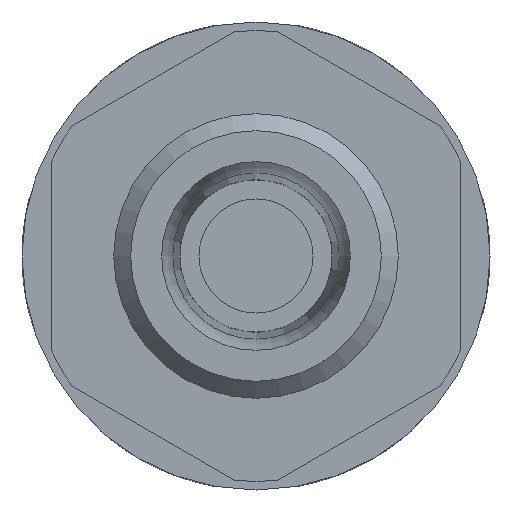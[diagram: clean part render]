
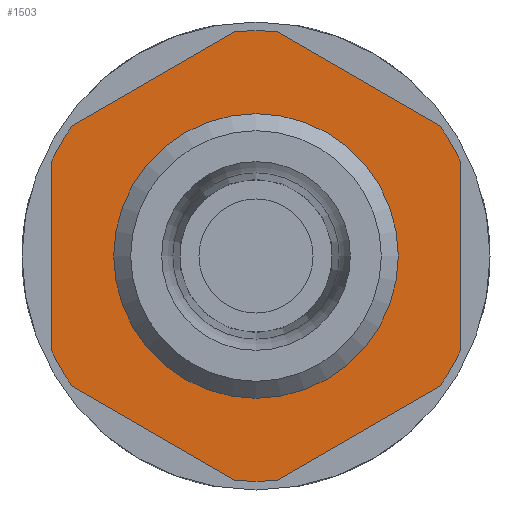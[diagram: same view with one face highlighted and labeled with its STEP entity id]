
A CAD part, front view. The second image highlights one B-rep face of the part: STEP entity #1503.
In plain terms, the highlighted planar face has unit normal (0, -1, 0).
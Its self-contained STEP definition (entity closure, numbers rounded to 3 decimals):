
#21=PLANE('',#1597);
#76=LINE('',#2313,#154);
#77=LINE('',#2315,#155);
#78=LINE('',#2316,#156);
#79=LINE('',#2317,#157);
#80=LINE('',#2318,#158);
#81=LINE('',#2319,#159);
#154=VECTOR('',#1759,1000.);
#155=VECTOR('',#1760,1000.);
#156=VECTOR('',#1761,1000.);
#157=VECTOR('',#1762,1000.);
#158=VECTOR('',#1763,1000.);
#159=VECTOR('',#1764,1000.);
#357=ORIENTED_EDGE('',*,*,#640,.F.);
#358=ORIENTED_EDGE('',*,*,#629,.T.);
#359=ORIENTED_EDGE('',*,*,#641,.F.);
#360=ORIENTED_EDGE('',*,*,#633,.T.);
#361=ORIENTED_EDGE('',*,*,#642,.F.);
#362=ORIENTED_EDGE('',*,*,#615,.T.);
#363=ORIENTED_EDGE('',*,*,#643,.F.);
#364=ORIENTED_EDGE('',*,*,#621,.T.);
#365=ORIENTED_EDGE('',*,*,#644,.F.);
#366=ORIENTED_EDGE('',*,*,#625,.T.);
#367=ORIENTED_EDGE('',*,*,#645,.F.);
#368=ORIENTED_EDGE('',*,*,#646,.T.);
#369=ORIENTED_EDGE('',*,*,#639,.F.);
#615=EDGE_CURVE('',#761,#759,#814,.T.);
#621=EDGE_CURVE('',#764,#766,#817,.T.);
#625=EDGE_CURVE('',#768,#770,#819,.T.);
#629=EDGE_CURVE('',#772,#774,#821,.T.);
#633=EDGE_CURVE('',#776,#778,#823,.T.);
#639=EDGE_CURVE('',#784,#784,#829,.T.);
#640=EDGE_CURVE('',#772,#785,#76,.T.);
#641=EDGE_CURVE('',#776,#774,#77,.T.);
#642=EDGE_CURVE('',#761,#778,#78,.T.);
#643=EDGE_CURVE('',#764,#759,#79,.T.);
#644=EDGE_CURVE('',#768,#766,#80,.T.);
#645=EDGE_CURVE('',#786,#770,#81,.T.);
#646=EDGE_CURVE('',#786,#785,#830,.T.);
#759=VERTEX_POINT('',#2251);
#761=VERTEX_POINT('',#2254);
#764=VERTEX_POINT('',#2261);
#766=VERTEX_POINT('',#2265);
#768=VERTEX_POINT('',#2270);
#770=VERTEX_POINT('',#2274);
#772=VERTEX_POINT('',#2279);
#774=VERTEX_POINT('',#2283);
#776=VERTEX_POINT('',#2288);
#778=VERTEX_POINT('',#2292);
#784=VERTEX_POINT('',#2311);
#785=VERTEX_POINT('',#2314);
#786=VERTEX_POINT('',#2320);
#814=CIRCLE('',#1571,7.7);
#817=CIRCLE('',#1575,7.7);
#819=CIRCLE('',#1578,7.7);
#821=CIRCLE('',#1581,7.7);
#823=CIRCLE('',#1584,7.7);
#829=CIRCLE('',#1596,4.864);
#830=CIRCLE('',#1598,7.7);
#875=EDGE_LOOP('',(#357,#358,#359,#360,#361,#362,#363,#364,#365,#366,#367,
#368));
#876=EDGE_LOOP('',(#369));
#971=FACE_BOUND('',#875,.T.);
#972=FACE_BOUND('',#876,.T.);
#1503=ADVANCED_FACE('',(#971,#972),#21,.T.);
#1571=AXIS2_PLACEMENT_3D('',#2253,#1696,#1697);
#1575=AXIS2_PLACEMENT_3D('',#2266,#1707,#1708);
#1578=AXIS2_PLACEMENT_3D('',#2275,#1715,#1716);
#1581=AXIS2_PLACEMENT_3D('',#2284,#1723,#1724);
#1584=AXIS2_PLACEMENT_3D('',#2293,#1731,#1732);
#1596=AXIS2_PLACEMENT_3D('',#2310,#1755,#1756);
#1597=AXIS2_PLACEMENT_3D('',#2312,#1757,#1758);
#1598=AXIS2_PLACEMENT_3D('',#2321,#1765,#1766);
#1696=DIRECTION('',(0.,-1.,0.));
#1697=DIRECTION('',(0.,0.,-1.));
#1707=DIRECTION('',(0.,-1.,0.));
#1708=DIRECTION('',(0.,0.,-1.));
#1715=DIRECTION('',(0.,-1.,0.));
#1716=DIRECTION('',(0.,0.,-1.));
#1723=DIRECTION('',(0.,-1.,0.));
#1724=DIRECTION('',(0.,0.,-1.));
#1731=DIRECTION('',(0.,-1.,0.));
#1732=DIRECTION('',(0.,0.,-1.));
#1755=DIRECTION('',(0.,-1.,0.));
#1756=DIRECTION('',(0.,0.,-1.));
#1757=DIRECTION('',(0.,-1.,0.));
#1758=DIRECTION('',(0.,0.,-1.));
#1759=DIRECTION('',(0.,0.,-1.));
#1760=DIRECTION('',(0.866,0.,-0.5));
#1761=DIRECTION('',(0.866,0.,0.5));
#1762=DIRECTION('',(0.,0.,1.));
#1763=DIRECTION('',(-0.866,0.,0.5));
#1764=DIRECTION('',(-0.866,0.,-0.5));
#1765=DIRECTION('',(0.,-1.,0.));
#1766=DIRECTION('',(0.,0.,-1.));
#2251=CARTESIAN_POINT('',(-7.,10.,3.208));
#2253=CARTESIAN_POINT('',(0.,10.,0.));
#2254=CARTESIAN_POINT('',(-6.278,10.,4.458));
#2261=CARTESIAN_POINT('',(-7.,10.,-3.208));
#2265=CARTESIAN_POINT('',(-6.278,10.,-4.458));
#2266=CARTESIAN_POINT('',(0.,10.,0.));
#2270=CARTESIAN_POINT('',(-0.722,10.,-7.666));
#2274=CARTESIAN_POINT('',(0.722,10.,-7.666));
#2275=CARTESIAN_POINT('',(0.,10.,0.));
#2279=CARTESIAN_POINT('',(7.,10.,3.208));
#2283=CARTESIAN_POINT('',(6.278,10.,4.458));
#2284=CARTESIAN_POINT('',(0.,10.,0.));
#2288=CARTESIAN_POINT('',(0.722,10.,7.666));
#2292=CARTESIAN_POINT('',(-0.722,10.,7.666));
#2293=CARTESIAN_POINT('',(0.,10.,0.));
#2310=CARTESIAN_POINT('',(0.,10.,0.));
#2311=CARTESIAN_POINT('',(0.,10.,-4.864));
#2312=CARTESIAN_POINT('',(4.864,10.,0.));
#2313=CARTESIAN_POINT('',(7.,10.,4.041));
#2314=CARTESIAN_POINT('',(7.,10.,-3.208));
#2315=CARTESIAN_POINT('',(0.,10.,8.083));
#2316=CARTESIAN_POINT('',(-7.,10.,4.041));
#2317=CARTESIAN_POINT('',(-7.,10.,-4.041));
#2318=CARTESIAN_POINT('',(0.,10.,-8.083));
#2319=CARTESIAN_POINT('',(7.,10.,-4.041));
#2320=CARTESIAN_POINT('',(6.278,10.,-4.458));
#2321=CARTESIAN_POINT('',(0.,10.,0.));
